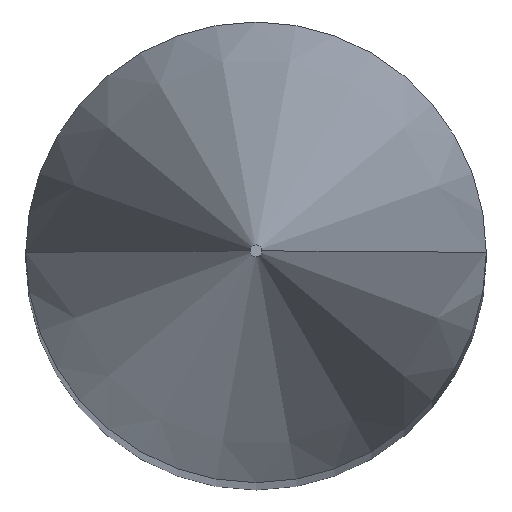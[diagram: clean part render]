
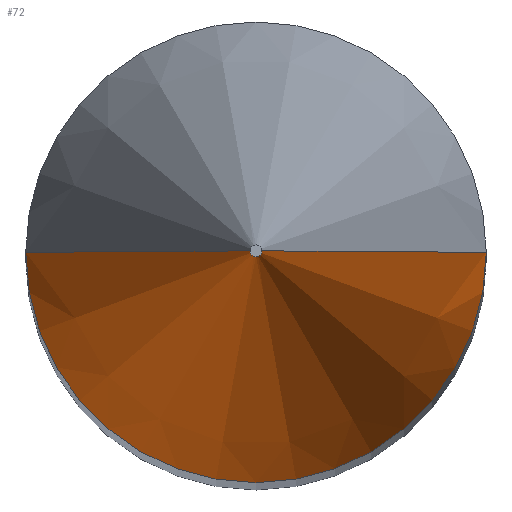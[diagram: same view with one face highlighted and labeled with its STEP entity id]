
A CAD part, top view. The second image highlights one B-rep face of the part: STEP entity #72.
In plain terms, the highlighted conical face has half-angle 15 degrees and reference radius 0.102 mm.
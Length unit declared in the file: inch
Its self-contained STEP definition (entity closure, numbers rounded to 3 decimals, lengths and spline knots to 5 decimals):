
#8 = VERTEX_POINT ( 'NONE', #222 ) ;
#12 = LINE ( 'NONE', #165, #183 ) ;
#27 = EDGE_CURVE ( 'NONE', #83, #240, #12, .T. ) ;
#34 = AXIS2_PLACEMENT_3D ( 'NONE', #179, #49, #207 ) ;
#35 = AXIS2_PLACEMENT_3D ( 'NONE', #53, #245, #129 ) ;
#44 = EDGE_CURVE ( 'NONE', #83, #8, #147, .T. ) ;
#49 = DIRECTION ( 'NONE',  ( 0., 0., -1. ) ) ;
#53 = CARTESIAN_POINT ( 'NONE',  ( 0., 0., 3.4318 ) ) ;
#54 = CARTESIAN_POINT ( 'NONE',  ( 0.15625, 0., 3.4318 ) ) ;
#57 = EDGE_CURVE ( 'NONE', #8, #159, #178, .T. ) ;
#60 = EDGE_LOOP ( 'NONE', ( #191, #221, #239, #85 ) ) ;
#72 = ADVANCED_FACE ( 'NONE', ( #195 ), #166, .T. ) ;
#83 = VERTEX_POINT ( 'NONE', #203 ) ;
#85 = ORIENTED_EDGE ( 'NONE', *, *, #27, .F. ) ;
#92 = CARTESIAN_POINT ( 'NONE',  ( 0., 0., 4. ) ) ;
#123 = DIRECTION ( 'NONE',  ( -0.259, 0., -0.966 ) ) ;
#129 = DIRECTION ( 'NONE',  ( -1., 0., 0. ) ) ;
#130 = EDGE_CURVE ( 'NONE', #240, #159, #185, .T. ) ;
#132 = AXIS2_PLACEMENT_3D ( 'NONE', #92, #151, #208 ) ;
#147 = CIRCLE ( 'NONE', #34, 0.004 ) ;
#151 = DIRECTION ( 'NONE',  ( 0., 0., -1. ) ) ;
#159 = VERTEX_POINT ( 'NONE', #227 ) ;
#165 = CARTESIAN_POINT ( 'NONE',  ( 0.004, 0., 4. ) ) ;
#166 = CONICAL_SURFACE ( 'NONE', #132, 0.004, 0.262 ) ;
#178 = LINE ( 'NONE', #219, #192 ) ;
#179 = CARTESIAN_POINT ( 'NONE',  ( 0., 0., 4. ) ) ;
#183 = VECTOR ( 'NONE', #247, 39.37008 ) ;
#185 = CIRCLE ( 'NONE', #35, 0.15625 ) ;
#191 = ORIENTED_EDGE ( 'NONE', *, *, #44, .T. ) ;
#192 = VECTOR ( 'NONE', #123, 39.37008 ) ;
#195 = FACE_OUTER_BOUND ( 'NONE', #60, .T. ) ;
#203 = CARTESIAN_POINT ( 'NONE',  ( 0.004, 0., 4. ) ) ;
#207 = DIRECTION ( 'NONE',  ( -1., 0., 0. ) ) ;
#208 = DIRECTION ( 'NONE',  ( 1., 0., 0. ) ) ;
#219 = CARTESIAN_POINT ( 'NONE',  ( -0.004, 0., 4. ) ) ;
#221 = ORIENTED_EDGE ( 'NONE', *, *, #57, .T. ) ;
#222 = CARTESIAN_POINT ( 'NONE',  ( -0.004, 0., 4. ) ) ;
#227 = CARTESIAN_POINT ( 'NONE',  ( -0.15625, 0., 3.4318 ) ) ;
#239 = ORIENTED_EDGE ( 'NONE', *, *, #130, .F. ) ;
#240 = VERTEX_POINT ( 'NONE', #54 ) ;
#245 = DIRECTION ( 'NONE',  ( 0., 0., -1. ) ) ;
#247 = DIRECTION ( 'NONE',  ( 0.259, 0., -0.966 ) ) ;
